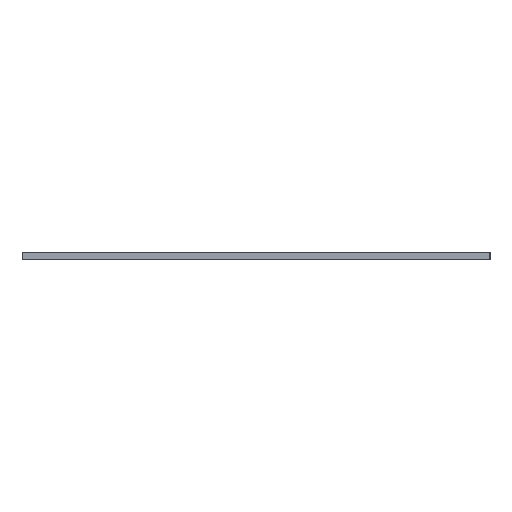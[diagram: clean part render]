
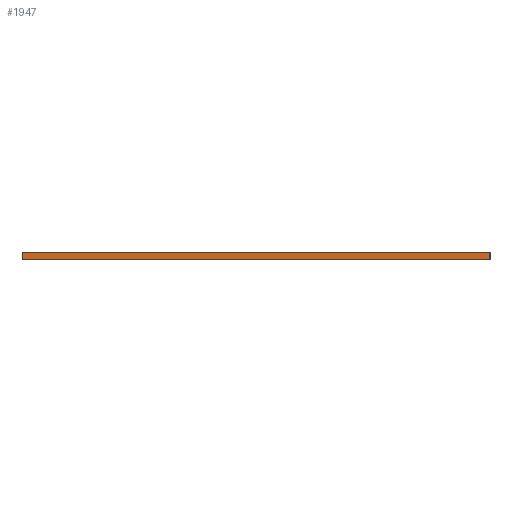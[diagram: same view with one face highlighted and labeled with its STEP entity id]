
A CAD part, left-side view. The second image highlights one B-rep face of the part: STEP entity #1947.
In plain terms, the highlighted planar face has unit normal (-1, 0, 0).
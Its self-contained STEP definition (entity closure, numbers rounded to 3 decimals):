
#11 = LINE ( 'NONE', #918, #1943 ) ;
#22 = CARTESIAN_POINT ( 'NONE',  ( 0., 0., 0. ) ) ;
#77 = DIRECTION ( 'NONE',  ( 0., 0., -1. ) ) ;
#122 = CARTESIAN_POINT ( 'NONE',  ( 0., 0., 0. ) ) ;
#159 = DIRECTION ( 'NONE',  ( 1., 0., 0. ) ) ;
#234 = LINE ( 'NONE', #1200, #1175 ) ;
#290 = AXIS2_PLACEMENT_3D ( 'NONE', #1890, #159, #645 ) ;
#308 = VERTEX_POINT ( 'NONE', #22 ) ;
#358 = CARTESIAN_POINT ( 'NONE',  ( 0., 180., 3. ) ) ;
#397 = EDGE_CURVE ( 'NONE', #1665, #849, #750, .T. ) ;
#425 = VECTOR ( 'NONE', #77, 1000. ) ;
#432 = EDGE_CURVE ( 'NONE', #849, #308, #1936, .T. ) ;
#645 = DIRECTION ( 'NONE',  ( 0., 0., -1. ) ) ;
#691 = ORIENTED_EDGE ( 'NONE', *, *, #1680, .F. ) ;
#736 = ORIENTED_EDGE ( 'NONE', *, *, #1714, .F. ) ;
#750 = LINE ( 'NONE', #358, #425 ) ;
#764 = DIRECTION ( 'NONE',  ( 0., 0., -1. ) ) ;
#849 = VERTEX_POINT ( 'NONE', #967 ) ;
#918 = CARTESIAN_POINT ( 'NONE',  ( 0., 0., 3. ) ) ;
#951 = CARTESIAN_POINT ( 'NONE',  ( 0., 0., 3. ) ) ;
#967 = CARTESIAN_POINT ( 'NONE',  ( 0., 180., 0. ) ) ;
#1089 = DIRECTION ( 'NONE',  ( 0., -1., 0. ) ) ;
#1129 = PLANE ( 'NONE',  #290 ) ;
#1175 = VECTOR ( 'NONE', #764, 1000. ) ;
#1200 = CARTESIAN_POINT ( 'NONE',  ( 0., 0., 3. ) ) ;
#1229 = DIRECTION ( 'NONE',  ( 0., -1., 0. ) ) ;
#1240 = VECTOR ( 'NONE', #1089, 1000. ) ;
#1243 = ORIENTED_EDGE ( 'NONE', *, *, #432, .T. ) ;
#1374 = CARTESIAN_POINT ( 'NONE',  ( 0., 180., 3. ) ) ;
#1505 = VERTEX_POINT ( 'NONE', #951 ) ;
#1652 = ORIENTED_EDGE ( 'NONE', *, *, #397, .T. ) ;
#1665 = VERTEX_POINT ( 'NONE', #1374 ) ;
#1680 = EDGE_CURVE ( 'NONE', #1665, #1505, #11, .T. ) ;
#1714 = EDGE_CURVE ( 'NONE', #1505, #308, #234, .T. ) ;
#1890 = CARTESIAN_POINT ( 'NONE',  ( 0., 0., 3. ) ) ;
#1917 = FACE_OUTER_BOUND ( 'NONE', #1984, .T. ) ;
#1936 = LINE ( 'NONE', #122, #1240 ) ;
#1943 = VECTOR ( 'NONE', #1229, 1000. ) ;
#1947 = ADVANCED_FACE ( 'NONE', ( #1917 ), #1129, .F. ) ;
#1984 = EDGE_LOOP ( 'NONE', ( #1243, #736, #691, #1652 ) ) ;
